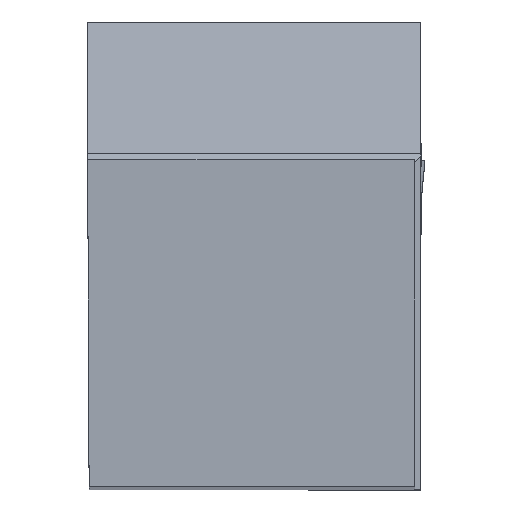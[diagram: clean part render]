
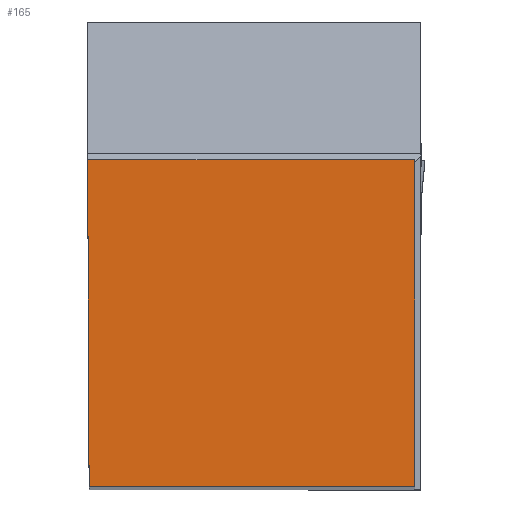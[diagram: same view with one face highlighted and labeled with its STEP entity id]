
A CAD part, top view. The second image highlights one B-rep face of the part: STEP entity #165.
In plain terms, the highlighted planar face has unit normal (0, 0, 1).
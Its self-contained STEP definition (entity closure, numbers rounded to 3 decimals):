
#165=ADVANCED_FACE('BLANK_BOXF006',(#265),#211,.F.);
#211=PLANE('',#1281);
#265=FACE_OUTER_BOUND('',#321,.T.);
#321=EDGE_LOOP('',(#574,#575,#576,#577));
#574=ORIENTED_EDGE('',*,*,#890,.T.);
#575=ORIENTED_EDGE('',*,*,#891,.T.);
#576=ORIENTED_EDGE('',*,*,#892,.T.);
#577=ORIENTED_EDGE('',*,*,#876,.T.);
#743=VERTEX_POINT('',#2011);
#744=VERTEX_POINT('',#2013);
#752=VERTEX_POINT('',#2039);
#753=VERTEX_POINT('',#2041);
#876=EDGE_CURVE('',#744,#743,#1001,.T.);
#890=EDGE_CURVE('',#743,#752,#1013,.T.);
#891=EDGE_CURVE('',#752,#753,#1014,.T.);
#892=EDGE_CURVE('',#753,#744,#1015,.T.);
#1001=LINE('',#2012,#1127);
#1013=LINE('',#2038,#1139);
#1014=LINE('',#2040,#1140);
#1015=LINE('',#2042,#1141);
#1127=VECTOR('',#1503,1.);
#1139=VECTOR('',#1527,1.);
#1140=VECTOR('',#1528,1.);
#1141=VECTOR('',#1529,1.);
#1281=AXIS2_PLACEMENT_3D('',#2043,#1530,#1531);
#1503=DIRECTION('',(1.,0.,0.));
#1527=DIRECTION('',(0.,1.,0.));
#1528=DIRECTION('',(-1.,0.,0.));
#1529=DIRECTION('',(0.004,-1.,0.));
#1530=DIRECTION('',(0.,0.,-1.));
#1531=DIRECTION('',(0.,-1.,0.));
#2011=CARTESIAN_POINT('',(19.875,0.,0.));
#2012=CARTESIAN_POINT('',(-125.55,0.,0.));
#2013=CARTESIAN_POINT('',(0.087,0.,0.));
#2038=CARTESIAN_POINT('',(19.875,-125.55,0.));
#2039=CARTESIAN_POINT('',(19.875,19.875,0.));
#2040=CARTESIAN_POINT('',(125.55,19.875,0.));
#2041=CARTESIAN_POINT('',(0.,19.875,0.));
#2042=CARTESIAN_POINT('',(-0.461,125.549,0.));
#2043=CARTESIAN_POINT('',(20.25,-5.,0.));
